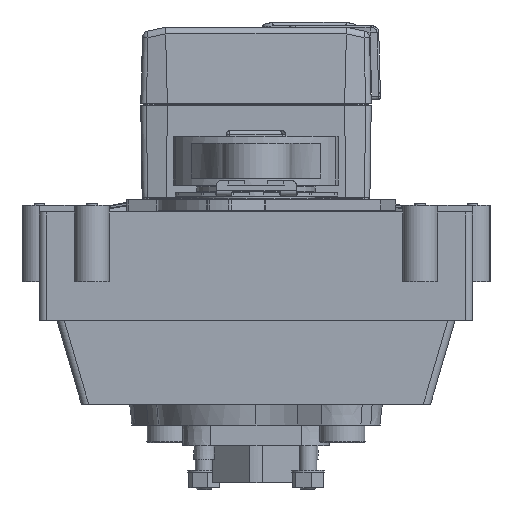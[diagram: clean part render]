
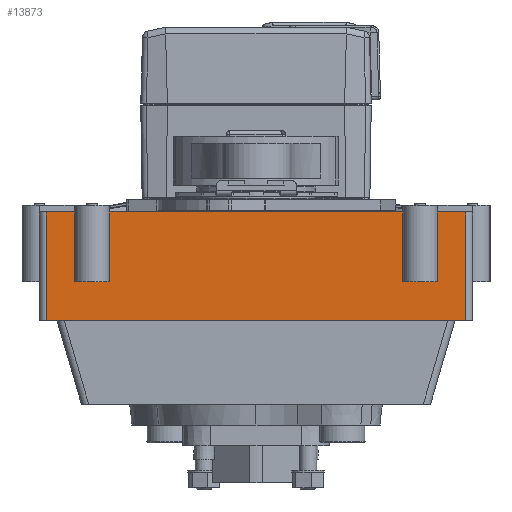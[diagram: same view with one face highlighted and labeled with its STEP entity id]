
A CAD part, front view. The second image highlights one B-rep face of the part: STEP entity #13873.
In plain terms, the highlighted planar face has unit normal (0, -1, 0).
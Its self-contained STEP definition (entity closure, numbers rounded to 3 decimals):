
#13873=ADVANCED_FACE('',(#15766),#14491,.T.);
#14491=PLANE('',#36314);
#15766=FACE_OUTER_BOUND('',#17305,.T.);
#17305=EDGE_LOOP('',(#24264,#24265,#24266,#24267,#24268,#24269,#24270,#24271,
#24272,#24273,#24274,#24275));
#24264=ORIENTED_EDGE('',*,*,#30452,.T.);
#24265=ORIENTED_EDGE('',*,*,#30453,.F.);
#24266=ORIENTED_EDGE('',*,*,#30454,.T.);
#24267=ORIENTED_EDGE('',*,*,#30455,.F.);
#24268=ORIENTED_EDGE('',*,*,#30456,.T.);
#24269=ORIENTED_EDGE('',*,*,#30457,.F.);
#24270=ORIENTED_EDGE('',*,*,#30458,.T.);
#24271=ORIENTED_EDGE('',*,*,#30459,.F.);
#24272=ORIENTED_EDGE('',*,*,#30460,.T.);
#24273=ORIENTED_EDGE('',*,*,#30461,.T.);
#24274=ORIENTED_EDGE('',*,*,#30448,.T.);
#24275=ORIENTED_EDGE('',*,*,#30462,.F.);
#27050=VERTEX_POINT('',#58052);
#27051=VERTEX_POINT('',#58053);
#27053=VERTEX_POINT('',#58060);
#27054=VERTEX_POINT('',#58061);
#27055=VERTEX_POINT('',#58063);
#27056=VERTEX_POINT('',#58065);
#27057=VERTEX_POINT('',#58067);
#27058=VERTEX_POINT('',#58069);
#27059=VERTEX_POINT('',#58071);
#27060=VERTEX_POINT('',#58073);
#27061=VERTEX_POINT('',#58075);
#27062=VERTEX_POINT('',#58077);
#30448=EDGE_CURVE('',#27050,#27051,#32226,.T.);
#30452=EDGE_CURVE('',#27053,#27054,#32228,.T.);
#30453=EDGE_CURVE('',#27055,#27054,#32229,.T.);
#30454=EDGE_CURVE('',#27055,#27056,#32230,.T.);
#30455=EDGE_CURVE('',#27057,#27056,#32231,.T.);
#30456=EDGE_CURVE('',#27057,#27058,#32232,.T.);
#30457=EDGE_CURVE('',#27059,#27058,#32233,.T.);
#30458=EDGE_CURVE('',#27059,#27060,#32234,.T.);
#30459=EDGE_CURVE('',#27061,#27060,#32235,.T.);
#30460=EDGE_CURVE('',#27061,#27062,#32236,.T.);
#30461=EDGE_CURVE('',#27062,#27050,#32237,.T.);
#30462=EDGE_CURVE('',#27053,#27051,#32238,.T.);
#32226=LINE('',#58051,#33890);
#32228=LINE('',#58059,#33892);
#32229=LINE('',#58062,#33893);
#32230=LINE('',#58064,#33894);
#32231=LINE('',#58066,#33895);
#32232=LINE('',#58068,#33896);
#32233=LINE('',#58070,#33897);
#32234=LINE('',#58072,#33898);
#32235=LINE('',#58074,#33899);
#32236=LINE('',#58076,#33900);
#32237=LINE('',#58078,#33901);
#32238=LINE('',#58079,#33902);
#33890=VECTOR('',#42552,1.);
#33892=VECTOR('',#42560,1.);
#33893=VECTOR('',#42561,1.);
#33894=VECTOR('',#42562,1.);
#33895=VECTOR('',#42563,1.);
#33896=VECTOR('',#42564,1.);
#33897=VECTOR('',#42565,1.);
#33898=VECTOR('',#42566,1.);
#33899=VECTOR('',#42567,1.);
#33900=VECTOR('',#42568,1.);
#33901=VECTOR('',#42569,1.);
#33902=VECTOR('',#42570,1.);
#36314=AXIS2_PLACEMENT_3D('',#58080,#42571,#42572);
#42552=DIRECTION('',(1.,0.,0.));
#42560=DIRECTION('',(-1.,0.,0.));
#42561=DIRECTION('',(0.,0.,1.));
#42562=DIRECTION('',(-1.,0.,0.));
#42563=DIRECTION('',(0.,0.,-1.));
#42564=DIRECTION('',(-1.,0.,0.));
#42565=DIRECTION('',(0.,0.,1.));
#42566=DIRECTION('',(-1.,0.,0.));
#42567=DIRECTION('',(0.,0.,-1.));
#42568=DIRECTION('',(-1.,0.,0.));
#42569=DIRECTION('',(0.,0.,-1.));
#42570=DIRECTION('',(0.,0.,-1.));
#42571=DIRECTION('',(0.,-1.,0.));
#42572=DIRECTION('',(0.,0.,1.));
#58051=CARTESIAN_POINT('',(-60.,-55.,-4.732));
#58052=CARTESIAN_POINT('',(-60.,-55.,-4.732));
#58053=CARTESIAN_POINT('',(60.,-55.,-4.732));
#58059=CARTESIAN_POINT('',(60.,-55.,26.268));
#58060=CARTESIAN_POINT('',(60.,-55.,26.268));
#58061=CARTESIAN_POINT('',(52.,-55.,26.268));
#58062=CARTESIAN_POINT('',(52.,-55.,6.268));
#58063=CARTESIAN_POINT('',(52.,-55.,6.268));
#58064=CARTESIAN_POINT('',(52.,-55.,6.268));
#58065=CARTESIAN_POINT('',(42.,-55.,6.268));
#58066=CARTESIAN_POINT('',(42.,-55.,26.268));
#58067=CARTESIAN_POINT('',(42.,-55.,26.268));
#58068=CARTESIAN_POINT('',(42.,-55.,26.268));
#58069=CARTESIAN_POINT('',(-42.,-55.,26.268));
#58070=CARTESIAN_POINT('',(-42.,-55.,6.268));
#58071=CARTESIAN_POINT('',(-42.,-55.,6.268));
#58072=CARTESIAN_POINT('',(-42.,-55.,6.268));
#58073=CARTESIAN_POINT('',(-52.,-55.,6.268));
#58074=CARTESIAN_POINT('',(-52.,-55.,26.268));
#58075=CARTESIAN_POINT('',(-52.,-55.,26.268));
#58076=CARTESIAN_POINT('',(-52.,-55.,26.268));
#58077=CARTESIAN_POINT('',(-60.,-55.,26.268));
#58078=CARTESIAN_POINT('',(-60.,-55.,26.268));
#58079=CARTESIAN_POINT('',(60.,-55.,26.268));
#58080=CARTESIAN_POINT('',(66.,-55.,-6.282));
